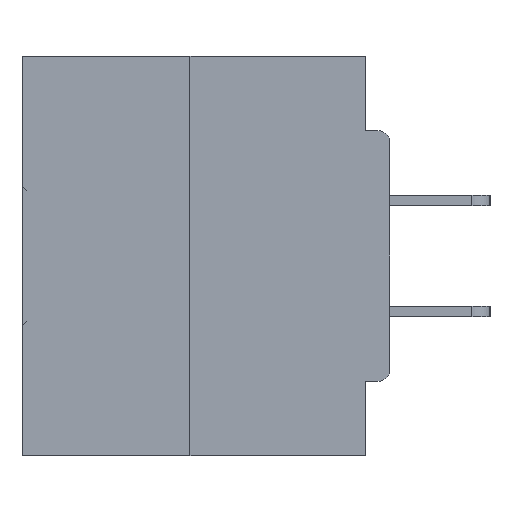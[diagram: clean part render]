
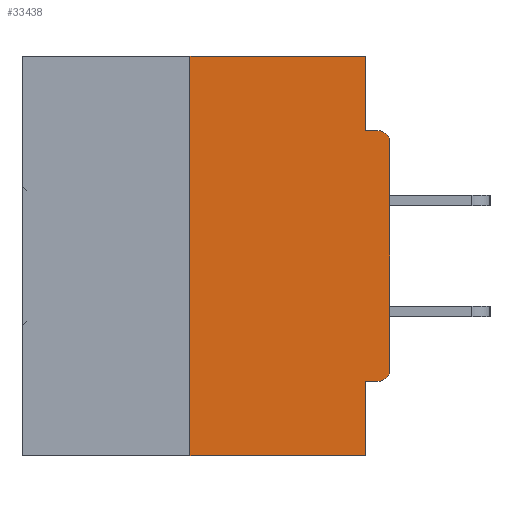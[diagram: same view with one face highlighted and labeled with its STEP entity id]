
A CAD part, left-side view. The second image highlights one B-rep face of the part: STEP entity #33438.
In plain terms, the highlighted planar face has unit normal (-1, 0, 0).
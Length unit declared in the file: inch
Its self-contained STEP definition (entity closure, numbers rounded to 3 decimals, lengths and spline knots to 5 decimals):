
#888 = CARTESIAN_POINT ( 'NONE',  ( 0., 0.25, -0.5 ) ) ;
#1603 = LINE ( 'NONE', #35400, #12349 ) ;
#2556 = VERTEX_POINT ( 'NONE', #31782 ) ;
#4681 = DIRECTION ( 'NONE',  ( -1., 0., 0. ) ) ;
#4867 = VERTEX_POINT ( 'NONE', #9046 ) ;
#4946 = CARTESIAN_POINT ( 'NONE',  ( 0., 0.031, 0. ) ) ;
#5500 = VERTEX_POINT ( 'NONE', #43102 ) ;
#7127 = CIRCLE ( 'NONE', #24486, 0.015 ) ;
#7724 = VERTEX_POINT ( 'NONE', #17726 ) ;
#8429 = VECTOR ( 'NONE', #42108, 39.37008 ) ;
#8766 = ORIENTED_EDGE ( 'NONE', *, *, #24735, .F. ) ;
#8991 = FACE_OUTER_BOUND ( 'NONE', #29030, .T. ) ;
#9046 = CARTESIAN_POINT ( 'NONE',  ( 0., 0., -0.1085 ) ) ;
#9216 = CARTESIAN_POINT ( 'NONE',  ( 0., 0.46, 0. ) ) ;
#9483 = DIRECTION ( 'NONE',  ( 0., 0., -1. ) ) ;
#9581 = ORIENTED_EDGE ( 'NONE', *, *, #33051, .T. ) ;
#9614 = DIRECTION ( 'NONE',  ( 0., 1., 0. ) ) ;
#10023 = AXIS2_PLACEMENT_3D ( 'NONE', #20375, #4681, #30789 ) ;
#10127 = VECTOR ( 'NONE', #28026, 39.37008 ) ;
#10806 = EDGE_CURVE ( 'NONE', #2556, #26934, #14876, .T. ) ;
#12087 = LINE ( 'NONE', #22481, #31115 ) ;
#12181 = DIRECTION ( 'NONE',  ( 1., 0., 0. ) ) ;
#12349 = VECTOR ( 'NONE', #25169, 39.37008 ) ;
#12497 = CARTESIAN_POINT ( 'NONE',  ( 0., 0.25, 0. ) ) ;
#13667 = VECTOR ( 'NONE', #9614, 39.37008 ) ;
#14488 = ORIENTED_EDGE ( 'NONE', *, *, #42386, .F. ) ;
#14716 = LINE ( 'NONE', #41944, #34758 ) ;
#14876 = LINE ( 'NONE', #20372, #30518 ) ;
#17515 = EDGE_CURVE ( 'NONE', #7724, #26201, #29538, .T. ) ;
#17726 = CARTESIAN_POINT ( 'NONE',  ( 0., 0.015, -0.4065 ) ) ;
#17826 = CARTESIAN_POINT ( 'NONE',  ( 0., 0., 0. ) ) ;
#18606 = VERTEX_POINT ( 'NONE', #29557 ) ;
#19177 = DIRECTION ( 'NONE',  ( 0., 0., -1. ) ) ;
#19673 = DIRECTION ( 'NONE',  ( -1., 0., 0. ) ) ;
#20372 = CARTESIAN_POINT ( 'NONE',  ( 0., 0.46, 0. ) ) ;
#20375 = CARTESIAN_POINT ( 'NONE',  ( 0., 0.015, -0.3915 ) ) ;
#21003 = LINE ( 'NONE', #17826, #10127 ) ;
#21751 = EDGE_CURVE ( 'NONE', #41786, #24986, #25498, .T. ) ;
#22244 = LINE ( 'NONE', #12497, #44572 ) ;
#22481 = CARTESIAN_POINT ( 'NONE',  ( 0., 0.031, 0. ) ) ;
#22793 = ORIENTED_EDGE ( 'NONE', *, *, #34088, .F. ) ;
#22980 = CARTESIAN_POINT ( 'NONE',  ( 0., 0., -0.4065 ) ) ;
#24486 = AXIS2_PLACEMENT_3D ( 'NONE', #36702, #19673, #9483 ) ;
#24608 = CARTESIAN_POINT ( 'NONE',  ( 0., 0.46, -0.5 ) ) ;
#24735 = EDGE_CURVE ( 'NONE', #7724, #5500, #30674, .T. ) ;
#24986 = VERTEX_POINT ( 'NONE', #36555 ) ;
#25169 = DIRECTION ( 'NONE',  ( 0., 0., -1. ) ) ;
#25498 = LINE ( 'NONE', #24608, #8429 ) ;
#25683 = ORIENTED_EDGE ( 'NONE', *, *, #44196, .T. ) ;
#25883 = DIRECTION ( 'NONE',  ( 0., 0., -1. ) ) ;
#26071 = DIRECTION ( 'NONE',  ( 0., 0., 1. ) ) ;
#26201 = VERTEX_POINT ( 'NONE', #43378 ) ;
#26266 = ORIENTED_EDGE ( 'NONE', *, *, #21751, .T. ) ;
#26548 = EDGE_CURVE ( 'NONE', #5500, #24986, #1603, .T. ) ;
#26934 = VERTEX_POINT ( 'NONE', #4946 ) ;
#28026 = DIRECTION ( 'NONE',  ( 0., 0., 1. ) ) ;
#28151 = AXIS2_PLACEMENT_3D ( 'NONE', #9216, #12181, #19177 ) ;
#29030 = EDGE_LOOP ( 'NONE', ( #41613, #44615, #26266, #42463, #8766, #36031, #25683, #9581, #14488, #22793 ) ) ;
#29538 = CIRCLE ( 'NONE', #10023, 0.015 ) ;
#29557 = CARTESIAN_POINT ( 'NONE',  ( 0., 0.031, -0.0935 ) ) ;
#30518 = VECTOR ( 'NONE', #34436, 39.37008 ) ;
#30565 = CARTESIAN_POINT ( 'NONE',  ( 0., 0.015, -0.0935 ) ) ;
#30674 = LINE ( 'NONE', #22980, #13667 ) ;
#30789 = DIRECTION ( 'NONE',  ( 0., 0., -1. ) ) ;
#31115 = VECTOR ( 'NONE', #25883, 39.37008 ) ;
#31474 = DIRECTION ( 'NONE',  ( 0., -1., 0. ) ) ;
#31782 = CARTESIAN_POINT ( 'NONE',  ( 0., 0.25, 0. ) ) ;
#33051 = EDGE_CURVE ( 'NONE', #4867, #43492, #7127, .T. ) ;
#33438 = ADVANCED_FACE ( 'NONE', ( #8991 ), #36868, .F. ) ;
#34088 = EDGE_CURVE ( 'NONE', #26934, #18606, #12087, .T. ) ;
#34436 = DIRECTION ( 'NONE',  ( 0., -1., 0. ) ) ;
#34758 = VECTOR ( 'NONE', #31474, 39.37008 ) ;
#35400 = CARTESIAN_POINT ( 'NONE',  ( 0., 0.031, -0.5 ) ) ;
#36031 = ORIENTED_EDGE ( 'NONE', *, *, #17515, .T. ) ;
#36555 = CARTESIAN_POINT ( 'NONE',  ( 0., 0.031, -0.5 ) ) ;
#36702 = CARTESIAN_POINT ( 'NONE',  ( 0., 0.015, -0.1085 ) ) ;
#36868 = PLANE ( 'NONE',  #28151 ) ;
#37980 = EDGE_CURVE ( 'NONE', #41786, #2556, #22244, .T. ) ;
#41613 = ORIENTED_EDGE ( 'NONE', *, *, #10806, .F. ) ;
#41786 = VERTEX_POINT ( 'NONE', #888 ) ;
#41944 = CARTESIAN_POINT ( 'NONE',  ( 0., 0., -0.0935 ) ) ;
#42108 = DIRECTION ( 'NONE',  ( 0., -1., 0. ) ) ;
#42386 = EDGE_CURVE ( 'NONE', #18606, #43492, #14716, .T. ) ;
#42463 = ORIENTED_EDGE ( 'NONE', *, *, #26548, .F. ) ;
#43102 = CARTESIAN_POINT ( 'NONE',  ( 0., 0.031, -0.4065 ) ) ;
#43378 = CARTESIAN_POINT ( 'NONE',  ( 0., 0., -0.3915 ) ) ;
#43492 = VERTEX_POINT ( 'NONE', #30565 ) ;
#44196 = EDGE_CURVE ( 'NONE', #26201, #4867, #21003, .T. ) ;
#44572 = VECTOR ( 'NONE', #26071, 39.37008 ) ;
#44615 = ORIENTED_EDGE ( 'NONE', *, *, #37980, .F. ) ;
